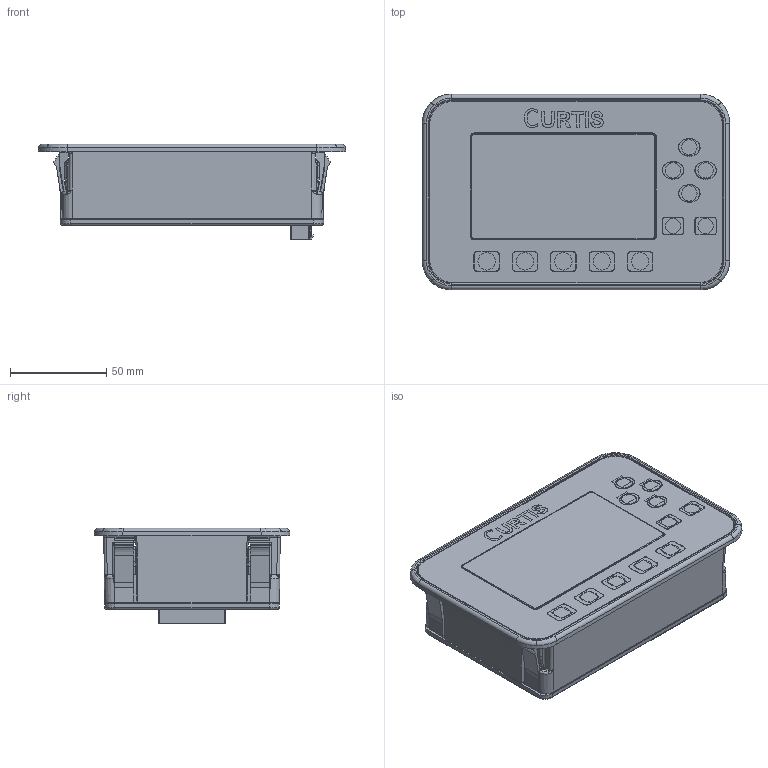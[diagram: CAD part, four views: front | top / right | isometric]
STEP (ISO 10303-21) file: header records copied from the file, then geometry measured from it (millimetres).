
FILE_DESCRIPTION (( 'STEP AP214' ), '1' );
FILE_NAME ('Outline for 3401 Gage_11282019.STEP', '2019-11-28T05:58:10', ( '' ), ( '' ), 'SwSTEP 2.0', 'SolidWorks 2019', '' );
FILE_SCHEMA (( 'AUTOMOTIVE_DESIGN' ));
Length unit declared in the file: millimetre
Products named in the file (1): Outline for 3401 Gage_11282019
Bounding box: 160 x 102 x 49.7 mm (x, y, z)
Surface area: 87395.1 mm2 (no closed solid volume)
Topology: 0 solids, 133 shells, 1246 faces, 5128 edges, 3988 vertices
Faces by surface type: plane 691, cylinder 254, bspline 143, cone 73, sphere 46, torus 39
Entity records: 78319 total; most frequent: CARTESIAN_POINT 31723, ORIENTED_EDGE 7526, DIRECTION 6855, EDGE_CURVE 5036, VERTEX_POINT 3956, VECTOR 2629, LINE 2629, AXIS2_PLACEMENT_3D 2113
